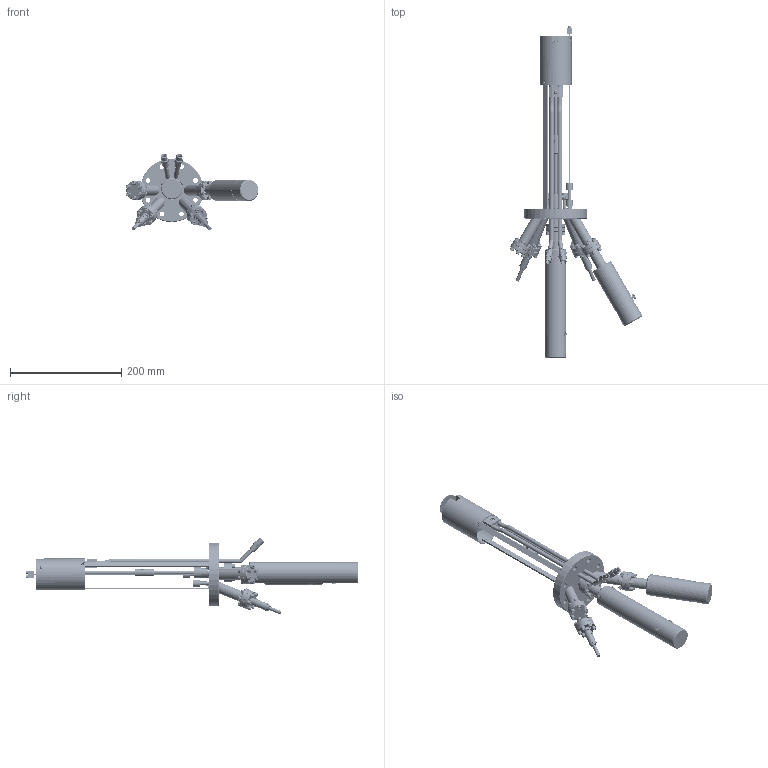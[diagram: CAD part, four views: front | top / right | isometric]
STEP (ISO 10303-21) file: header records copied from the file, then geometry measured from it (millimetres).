
FILE_DESCRIPTION (( 'STEP AP214' ), '1' );
FILE_NAME ('113913_ROD-FED_e-GUN(TM)_.25_AND_.38_O.D._ROD_WITH_MANUAL_SOURCE_SHUTTER_4.5_O.D._CF_FLANGE_OUTLINE_DRAWING_FOR_CATALOG.SLDDRW.STEP', '2019-12-10T16:06:57', ( 'admin' ), ( 'Microsoft' ), 'SwSTEP 2.0', 'SolidWorks 2016', '' );
FILE_SCHEMA (( 'AUTOMOTIVE_DESIGN' ));
Length unit declared in the file: inch
Products named in the file (81): 6-32_X_.188_LG._SOC._HD._CAP_SCREW_HX-SHCS 0.138-32x0.188x0.188-N; 6-32_X_.19_LG._PHILLIPS_FLAT_HD._SCREW_CR-FHMS 0.138-32x1.125x1.125-N; 113901_3kW_ROD-FED_e-GUN(TM)_SHUTTER_MOUNTING_BLOCK_MACHINING; 112586-02B_FINISH_MACH_3 kw_ROD-FEED_e-GUN(TM); 6-32_X_.25_LG._SOC._HD._CAP_SCREW_VENTED_HX-SHCS 0.138-32x0.25x0.25-N; 6-32_X_.38_LG._CROSS_BINDER_HD._SCREW_CR-BHMS 0.138-32x0.25x0.25-N; 086190_CONNECTOR; 8-32_X.25_LG._PHILLIPS_FLAT_HD._SCREW_CR-FHMS 0.164-32x0.25x0.25-N; 6-32_X.44_LG._PHILLIPS_FLAT_HD._SCREW_CR-FHMS 0.138-32x0.4375x0.4375-N; machine screw nut hex_ai._MSHXNUT 0.190-32-D-N; ADAPTER TUBE; 10-32_X_.25_LG._SOC._HD._CAP_SCREW_HX-SHCS 0.19-32x0.375x0.375-N; 6-32_X_.19_LG._SOCKET_TYPE_SET_SCREW_FLAT_POINT_SSFLATSKT 0.138-32x0.1875-HX-N; .25_ROD-FED_CRUCIBLE_COVER; ADAPTER TUBE NO 2; 4-40_X_.130_LG._SOCKET_TYPE_SET_SCREW_FLAT_POINT_SSFLATSKT 0.112-40x0.125-HX-N; 21015_FILAMENT_3_KW_ROD-FED; 14125_.25_O.D._SOURCE_ROD_REV.A; 133000; 112563_POLE_MACH NO. 2_3 kw_ROD-FEED_e-GUN; 113767_ROD-FED_SHUTTER_ADAPTER_.25_SHAFT_TO_.13_SHAFT_MACHINING; 4-40_X_.25_LG._SOCKET_TYPE_SET_SCREW_FLAT_POINT_SSFLATSKT 0.112-40x0.25-HX-N; 112569A_1.33_C.F._FLANGE_MEDIUM_CURRENT_FT_BENDING_3kW_ROD-FED_e-GUN(TM); 113311-04_SOURCE_ROD_ADAPTER_3 kw_ROD-FEED_e-GUN_.25_SHAFT_.38_SOURCE; .25 O.D. TUBE NO. 1; 6-32_X_.50_LG._SOCKET_TYPE_SET_SCREW_FLAT_POINT_SSFLATSKT 0.138-32x0.125-HX-N; 112569_H.V._COPPER_BENT_ROD; 113350-XXB_ROD-FED_e-GUN(TM)_MAGNET_SUPPORT_CLAMP; 112563_POLE_MACH_3 kw_ROD-FEED_e-GUN; -400-6-4W TUBE SOCKET WELD UNION .25 TUBE; Spring Pin Slotted_AI_SPS 0.0938x0.313; BACK_CONNECTOR; Part1^14125-APRV_ROD-FED_e-GUN(TM)_.25_O.D._ROD_WITH_MANUAL_SOURCE_SHUTTER_REV.A; ROD PIN NO. 1; 113347-XX_3kw_EMITTER_MAGNET_SPACER; 133000_BLANK; 14125_.125 O.D. SHUTTER SHAFT_REV.A; 112587-01C_MAIN_BODY_MACH_3 kw_ROD-FEED_e-GUN(TM); 11011_.3125 TUBE NO. 1; CERAMIC INSULATOR ...
Assembly tree (225 placements, depth 4):
  Part1^14125-APRV_ROD-FED_e-GUN(TM)_.25_O.D._ROD_WITH_MANUAL_SOURCE_SHUTTER_REV.A
  113913_ROD-FED_e-GUN(TM)_.25_AND_.38_O.D._ROD_WITH_MANUAL_SOURCE_SHUTTER_4.5_O.D._CF_FLANGE_OUTLINE_DRAWING_FOR_CATALOG.SLDDRW
    112568A_4.50_O.D._C.F._FLANGE_CLUSTER_FLANGE_WELDMENT_3KW_ROD-FED_e-GUN(TM)
      112567B_4.5_FLG_MOD_MACHINING_3 kw_ROD_FEED_e-GUN(TM )
      .75 TUBE NO. 1 SHORTER
      .75 TUBE NO. 2  x4
      133075  x4
      133075T
    112589_3 kw_ROD-FEED_SUB-ASSY_.25_O.D._ROD
      112586-02B_FINISH_MACH_3 kw_ROD-FEED_e-GUN(TM)
        112562-02_TOP_PLATE_3 kw_ROD-FEED_e-GUN(TM)_MODIFIED
        112587-01C_MAIN_BODY_MACH_3 kw_ROD-FEED_e-GUN(TM)
        ROD PIN NO. 1  x2
        112563_POLE_MACH_3 kw_ROD-FEED_e-GUN
        112563_POLE_MACH NO. 2_3 kw_ROD-FEED_e-GUN
        ADAPTER TUBE NO 2  x2
        ADAPTER TUBE  x2
      112575B_COVER_TUBE_MACH_3 kw_ROD-FEED_e-GUN(TM)
      112156A_HIGH_VOLTAGE_INSULATOR_FOR_HC_EMITTER_ASSEMBLY  x2
      112565A_CATHODE_SHIELD_3 kw_ROD-FEED_e-GUN(TM)
      113278C_HORSESHOE_PERMANENT_MAGNET_ROD-FED_e-GUN(TM)_3KW
      112564B_FILAMENT_LEG_NEUTRAL_3 kw_ROD-FED_e-GUN
      112566B_INSULATED_FILAMENT_LEG_3 kw_ROD-FED_e-GUN
      111418-01_WASHER_CERAMIC  x2
      CERAMIC INSULATOR
      113347-XX_3kw_EMITTER_MAGNET_SPACER
      Spring Pin Slotted_AI_SPS 0.0938x0.313  x2
      6-32_X_.50_LG._SOCKET_TYPE_SET_SCREW_FLAT_POINT_SSFLATSKT 0.138-32x0.125-HX-N  x2
      4-40_X_.25_LG._SOCKET_TYPE_SET_SCREW_FLAT_POINT_SSFLATSKT 0.112-40x0.25-HX-N  x2
      21015_FILAMENT_3_KW_ROD-FED
      6-32_X_.19_LG._SOCKET_TYPE_SET_SCREW_FLAT_POINT_SSFLATSKT 0.138-32x0.1875-HX-N  x2
      6-32_X.44_LG._PHILLIPS_FLAT_HD._SCREW_CR-FHMS 0.138-32x0.4375x0.4375-N  x2
      6-32_X_.38_LG._CROSS_BINDER_HD._SCREW_CR-BHMS 0.138-32x0.25x0.25-N  x2
      6-32_X_.19_LG._PHILLIPS_FLAT_HD._SCREW_CR-FHMS 0.138-32x1.125x1.125-N  x2
    14125_STIFFNER_3 kw_ROD-FEED_e-GUN(TM)  x2
      14125_VERTICAL_STIFFNER_REVISION_A
      113899_ROD-FED_e-GUN(TM)_SUPPORT_STIFFNER_FOOT_MACHINING
    112573A_ROD_CLAMP_RING_3 kw_ROD-FED_e-GUN
    14125_BENT .25 TUBE NO. 1_REV.A_Default<As Machined>
    14125_BENT .25 TUBE NO. 2_REV.A_Default<As Machined>
    14125_.25_O.D._SHUTTER_EXTENSION_TUBE
    14125_.125 O.D. SHUTTER SHAFT_REV.A
    113350-XXB_ROD-FED_e-GUN(TM)_MAGNET_SUPPORT_CLAMP
    113311-04_SOURCE_ROD_ADAPTER_3 kw_ROD-FEED_e-GUN_.25_SHAFT_.38_SOURCE
    133000
    machine screw nut hex_ai._MSHXNUT 0.190-32-D-N
    086190_CONNECTOR  x2
    113901_3kW_ROD-FED_e-GUN(TM)_SHUTTER_MOUNTING_BLOCK_MACHINING
    113900_3kW_ROD-FED_e-GUN(TM)_SOURCE_SHUTTER
    FRM-133-25
      133075
      FRM-133-25 BODY
      PQC-8_BERG_THUMB_SCREW_#6-32 X .5 LG
    UNIVERSAL_JOINT_25 INCH_SHAFT_BERG_UJ_3__0_0_
      UJ_3__0_0_1
      UJ_3__0_0_2
      UJ_3__0_0_3
    11011_.3125 TUBE NO. 1  x2
    -400-6-4W TUBE SOCKET WELD UNION .25 TUBE  x2
    .25 O.D. TUBE NO. 1  x2
Bounding box: 237.85 x 595.81 x 137.74 mm (x, y, z)
Volume: 653092 mm3; surface area: 387265.6 mm2
Topology: 245 solids, 245 shells, 11173 faces, 27494 edges, 16844 vertices
Faces by surface type: cone 5486, cylinder 3623, plane 1836, torus 173, bspline 39, sphere 16
Entity records: 108987 total; most frequent: CARTESIAN_POINT 23892, DIRECTION 16693, ORIENTED_EDGE 14878, EDGE_CURVE 7439, AXIS2_PLACEMENT_3D 6667, VERTEX_POINT 4661, EDGE_LOOP 3464, CIRCLE 3416
